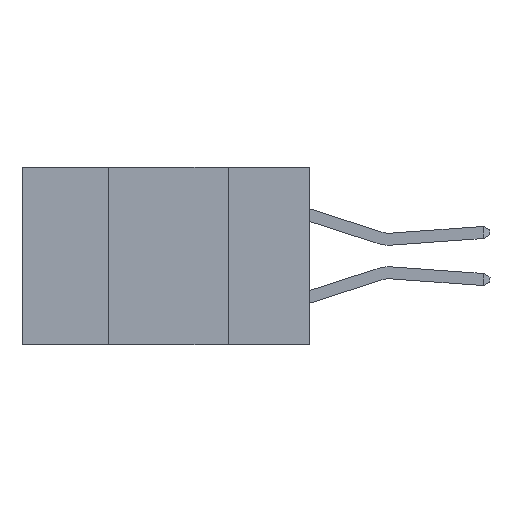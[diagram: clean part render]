
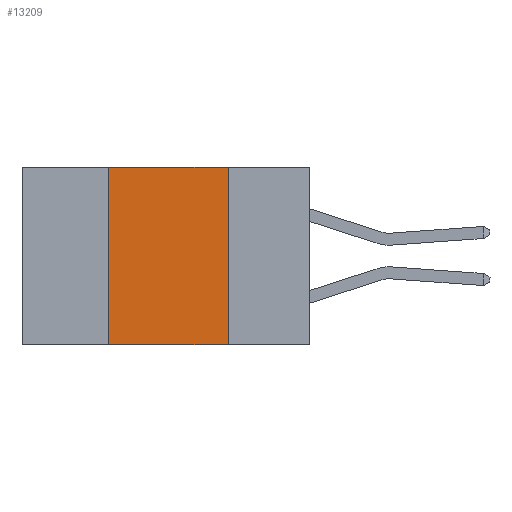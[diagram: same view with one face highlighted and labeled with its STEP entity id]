
A CAD part, left-side view. The second image highlights one B-rep face of the part: STEP entity #13209.
In plain terms, the highlighted planar face has unit normal (-1, 0, 0).
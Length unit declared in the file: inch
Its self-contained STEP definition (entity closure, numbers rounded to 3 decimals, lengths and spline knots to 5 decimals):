
#64 = AXIS2_PLACEMENT_3D ( 'NONE', #12273, #6116, #14814 ) ;
#1165 = CARTESIAN_POINT ( 'NONE',  ( 0., 0.17, 0. ) ) ;
#1265 = DIRECTION ( 'NONE',  ( 0., 0., 1. ) ) ;
#1317 = CARTESIAN_POINT ( 'NONE',  ( 0., 0.42, 0. ) ) ;
#1957 = EDGE_CURVE ( 'NONE', #2624, #2956, #6467, .T. ) ;
#2177 = LINE ( 'NONE', #15637, #13024 ) ;
#2527 = EDGE_CURVE ( 'NONE', #13298, #5615, #13422, .T. ) ;
#2624 = VERTEX_POINT ( 'NONE', #11711 ) ;
#2630 = PLANE ( 'NONE',  #64 ) ;
#2956 = VERTEX_POINT ( 'NONE', #1165 ) ;
#3944 = VECTOR ( 'NONE', #14058, 39.37008 ) ;
#3950 = VECTOR ( 'NONE', #1265, 39.37008 ) ;
#5237 = CARTESIAN_POINT ( 'NONE',  ( 0., 0.6, -0.37 ) ) ;
#5289 = VECTOR ( 'NONE', #15343, 39.37008 ) ;
#5615 = VERTEX_POINT ( 'NONE', #9715 ) ;
#5712 = LINE ( 'NONE', #1317, #3950 ) ;
#6116 = DIRECTION ( 'NONE',  ( 1., 0., 0. ) ) ;
#6426 = CARTESIAN_POINT ( 'NONE',  ( 0., 0.42, -0.37 ) ) ;
#6467 = LINE ( 'NONE', #15465, #3944 ) ;
#7656 = EDGE_CURVE ( 'NONE', #13298, #2624, #5712, .T. ) ;
#8064 = ORIENTED_EDGE ( 'NONE', *, *, #14373, .F. ) ;
#8728 = ORIENTED_EDGE ( 'NONE', *, *, #2527, .T. ) ;
#9715 = CARTESIAN_POINT ( 'NONE',  ( 0., 0.17, -0.37 ) ) ;
#10175 = ORIENTED_EDGE ( 'NONE', *, *, #7656, .F. ) ;
#11095 = FACE_OUTER_BOUND ( 'NONE', #15426, .T. ) ;
#11711 = CARTESIAN_POINT ( 'NONE',  ( 0., 0.42, 0. ) ) ;
#12273 = CARTESIAN_POINT ( 'NONE',  ( 0., 0.6, 0. ) ) ;
#12306 = ORIENTED_EDGE ( 'NONE', *, *, #1957, .F. ) ;
#13024 = VECTOR ( 'NONE', #15522, 39.37008 ) ;
#13209 = ADVANCED_FACE ( 'NONE', ( #11095 ), #2630, .F. ) ;
#13298 = VERTEX_POINT ( 'NONE', #6426 ) ;
#13422 = LINE ( 'NONE', #5237, #5289 ) ;
#14058 = DIRECTION ( 'NONE',  ( 0., -1., 0. ) ) ;
#14373 = EDGE_CURVE ( 'NONE', #2956, #5615, #2177, .T. ) ;
#14814 = DIRECTION ( 'NONE',  ( 0., 0., -1. ) ) ;
#15343 = DIRECTION ( 'NONE',  ( 0., -1., 0. ) ) ;
#15426 = EDGE_LOOP ( 'NONE', ( #8064, #12306, #10175, #8728 ) ) ;
#15465 = CARTESIAN_POINT ( 'NONE',  ( 0., 0.6, 0. ) ) ;
#15522 = DIRECTION ( 'NONE',  ( 0., 0., -1. ) ) ;
#15637 = CARTESIAN_POINT ( 'NONE',  ( 0., 0.17, 0. ) ) ;
